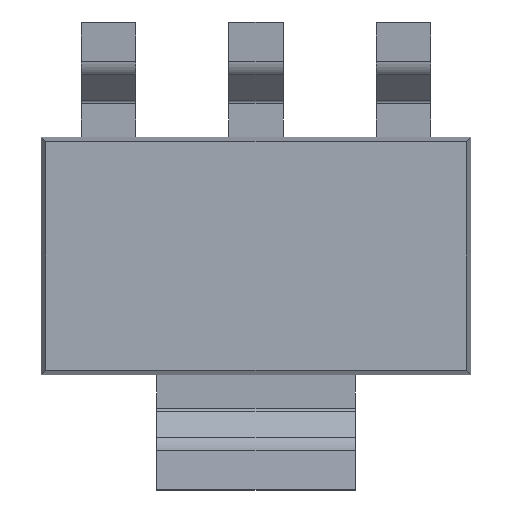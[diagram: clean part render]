
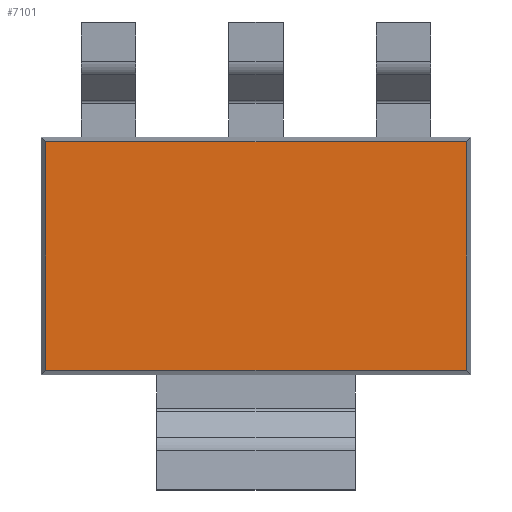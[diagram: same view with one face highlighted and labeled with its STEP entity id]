
A CAD part, front view. The second image highlights one B-rep face of the part: STEP entity #7101.
In plain terms, the highlighted planar face has unit normal (0, -1, 0).
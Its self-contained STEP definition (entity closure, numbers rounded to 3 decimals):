
#50=DIRECTION('',(0.,0.,1.));
#51=VECTOR('',#50,3.562);
#52=CARTESIAN_POINT('',(3.281,0.,-1.781));
#53=LINE('',#52,#51);
#58=DIRECTION('',(1.,0.,0.));
#59=VECTOR('',#58,6.562);
#60=CARTESIAN_POINT('',(-3.281,0.,-1.781));
#61=LINE('',#60,#59);
#65=DIRECTION('',(0.,0.,-1.));
#66=VECTOR('',#65,3.562);
#67=CARTESIAN_POINT('',(-3.281,0.,1.781));
#68=LINE('',#67,#66);
#72=DIRECTION('',(-1.,0.,0.));
#73=VECTOR('',#72,6.562);
#74=CARTESIAN_POINT('',(3.281,0.,1.781));
#75=LINE('',#74,#73);
#5986=CARTESIAN_POINT('',(3.281,0.,-1.781));
#5987=CARTESIAN_POINT('',(3.281,0.,1.781));
#5988=VERTEX_POINT('',#5986);
#5989=VERTEX_POINT('',#5987);
#5996=CARTESIAN_POINT('',(-3.281,0.,-1.781));
#5997=VERTEX_POINT('',#5996);
#6000=CARTESIAN_POINT('',(-3.281,0.,1.781));
#6001=VERTEX_POINT('',#6000);
#7086=CARTESIAN_POINT('',(0.,0.,0.));
#7087=DIRECTION('',(0.,1.,0.));
#7088=DIRECTION('',(1.,0.,0.));
#7089=AXIS2_PLACEMENT_3D('',#7086,#7087,#7088);
#7090=PLANE('',#7089);
#7092=ORIENTED_EDGE('',*,*,#7091,.F.);
#7094=ORIENTED_EDGE('',*,*,#7093,.F.);
#7096=ORIENTED_EDGE('',*,*,#7095,.F.);
#7098=ORIENTED_EDGE('',*,*,#7097,.F.);
#7099=EDGE_LOOP('',(#7092,#7094,#7096,#7098));
#7100=FACE_OUTER_BOUND('',#7099,.F.);
#7101=ADVANCED_FACE('',(#7100),#7090,.F.);
#7091=EDGE_CURVE('',#5988,#5989,#53,.T.);
#7093=EDGE_CURVE('',#5997,#5988,#61,.T.);
#7095=EDGE_CURVE('',#6001,#5997,#68,.T.);
#7097=EDGE_CURVE('',#5989,#6001,#75,.T.);
